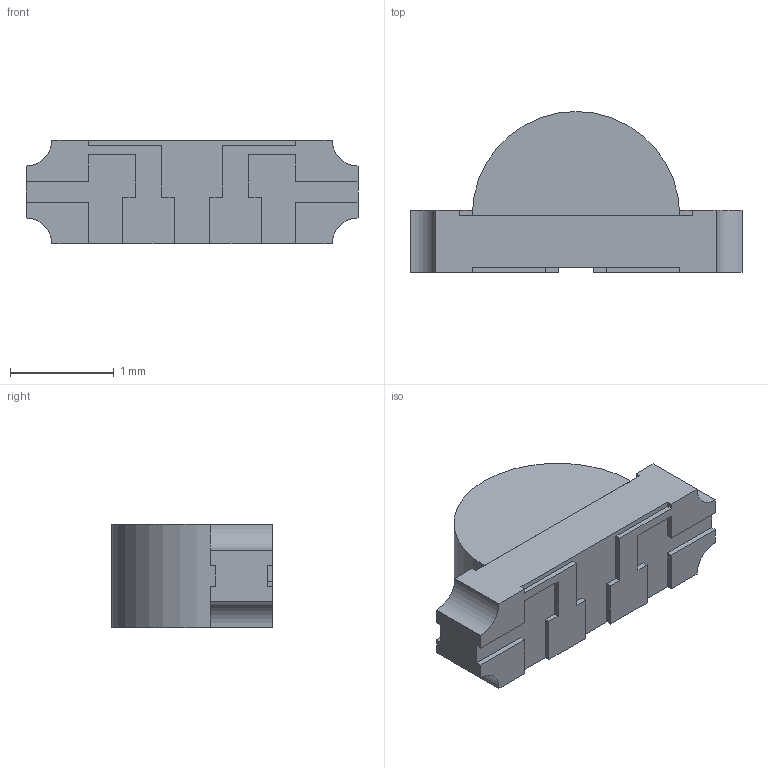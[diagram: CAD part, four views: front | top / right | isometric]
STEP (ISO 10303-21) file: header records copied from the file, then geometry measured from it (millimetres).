
FILE_DESCRIPTION (( 'STEP AP214' ), '1' );
FILE_NAME ('E6C1204RGBC3UDA.STEP', '2021-04-28T09:46:36', ( 'Elessar' ), ( '' ), 'SwSTEP 2.0', 'SolidWorks 2018', '' );
FILE_SCHEMA (( 'AUTOMOTIVE_DESIGN' ));
Length unit declared in the file: millimetre
Products named in the file (1): E6C1204RGBC3UDA
Bounding box: 3.2 x 1.55 x 1 mm (x, y, z)
Volume: 3.2 mm3; surface area: 19.4 mm2
Topology: 2 solids, 2 shells, 74 faces, 210 edges, 140 vertices
Faces by surface type: plane 69, cylinder 5
Entity records: 3089 total; most frequent: CARTESIAN_POINT 425, ORIENTED_EDGE 420, DIRECTION 370, EDGE_CURVE 210, LINE 200, VECTOR 200, VERTEX_POINT 140, AXIS2_PLACEMENT_3D 85
